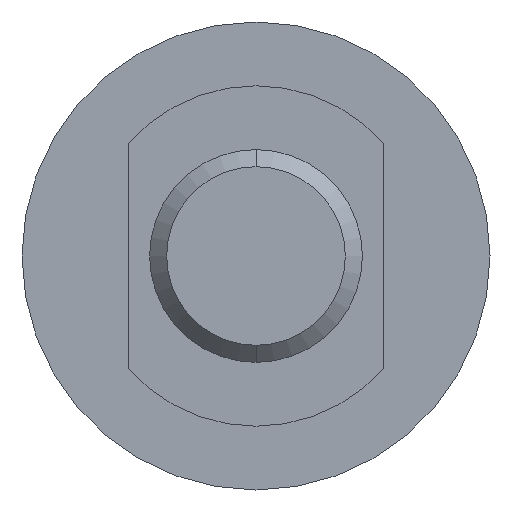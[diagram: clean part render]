
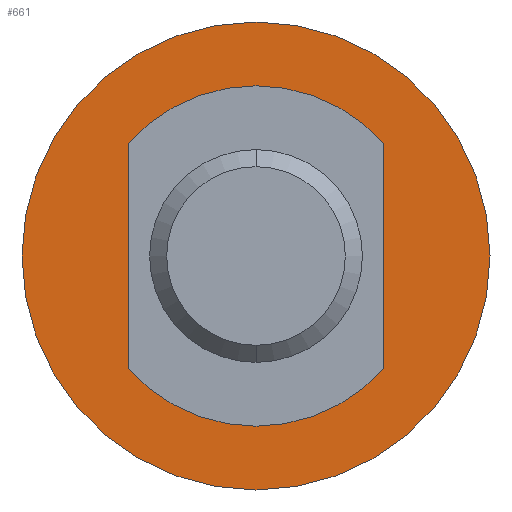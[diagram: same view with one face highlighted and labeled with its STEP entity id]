
A CAD part, left-side view. The second image highlights one B-rep face of the part: STEP entity #661.
In plain terms, the highlighted planar face has unit normal (-1, 0, 0).
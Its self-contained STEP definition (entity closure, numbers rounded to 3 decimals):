
#212=CARTESIAN_POINT('',(47.0,0.,11.));
#213=VERTEX_POINT('',#212);
#222=CARTESIAN_POINT('',(47.0,0.,-11.));
#223=VERTEX_POINT('',#222);
#224=CARTESIAN_POINT('',(47.0,0.,0.));
#225=DIRECTION('',(1.0,0.0,0.0));
#226=DIRECTION('',(0.0,0.0,1.0));
#227=AXIS2_PLACEMENT_3D('',#224,#225,#226);
#228=CIRCLE('',#227,11.0);
#229=EDGE_CURVE('',#213,#223,#228,.T.);
#290=CARTESIAN_POINT('',(47.0,0.,6.));
#291=VERTEX_POINT('',#290);
#316=CARTESIAN_POINT('',(47.0,0.,-6.));
#317=VERTEX_POINT('',#316);
#324=CARTESIAN_POINT('',(47.0,0.,0.));
#325=DIRECTION('',(1.0,0.0,0.0));
#326=DIRECTION('',(0.0,0.0,1.0));
#327=AXIS2_PLACEMENT_3D('',#324,#325,#326);
#328=CIRCLE('',#327,6.0);
#329=EDGE_CURVE('',#291,#317,#328,.T.);
#612=CARTESIAN_POINT('',(47.0,0.,0.));
#613=DIRECTION('',(1.0,0.0,0.0));
#614=DIRECTION('',(0.0,0.0,1.0));
#615=AXIS2_PLACEMENT_3D('',#612,#613,#614);
#616=CIRCLE('',#615,6.0);
#617=EDGE_CURVE('',#317,#291,#616,.T.);
#642=CARTESIAN_POINT('',(47.0,0.,5.5));
#643=DIRECTION('',(-1.0,0.0,0.0));
#644=DIRECTION('',(0.0,-1.0,0.0));
#645=AXIS2_PLACEMENT_3D('',#642,#643,#644);
#646=PLANE('',#645);
#647=ORIENTED_EDGE('',*,*,#229,.F.);
#648=CARTESIAN_POINT('',(47.0,0.,0.));
#649=DIRECTION('',(1.0,0.0,0.0));
#650=DIRECTION('',(0.0,0.0,1.0));
#651=AXIS2_PLACEMENT_3D('',#648,#649,#650);
#652=CIRCLE('',#651,11.0);
#653=EDGE_CURVE('',#223,#213,#652,.T.);
#654=ORIENTED_EDGE('',*,*,#653,.F.);
#655=EDGE_LOOP('',(#647,#654));
#656=FACE_OUTER_BOUND('',#655,.T.);
#657=ORIENTED_EDGE('',*,*,#329,.T.);
#658=ORIENTED_EDGE('',*,*,#617,.T.);
#659=EDGE_LOOP('',(#657,#658));
#660=FACE_BOUND('',#659,.T.);
#661=ADVANCED_FACE('',(#656,#660),#646,.T.);
